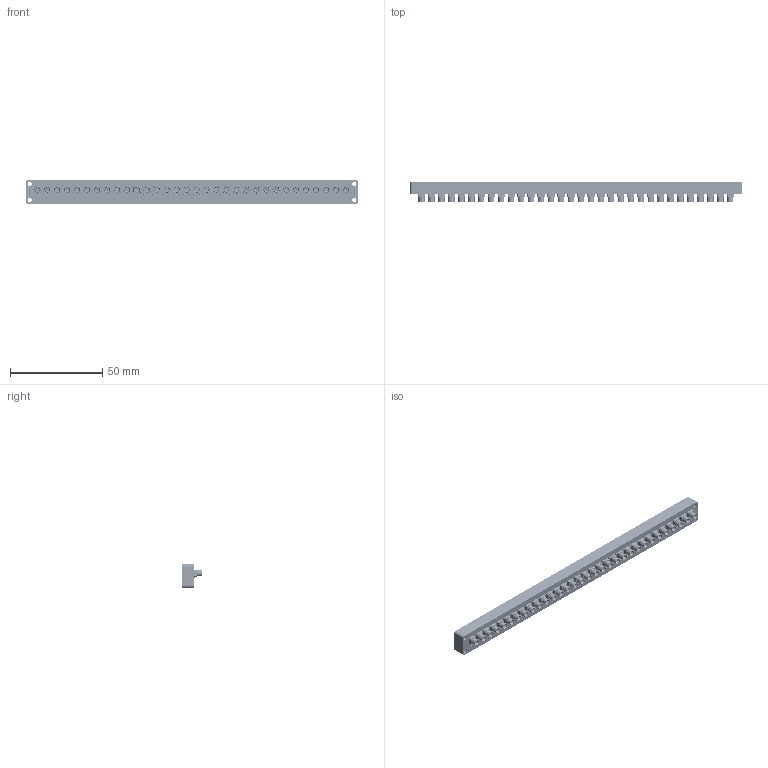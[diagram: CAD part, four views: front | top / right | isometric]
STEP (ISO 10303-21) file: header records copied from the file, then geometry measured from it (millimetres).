
FILE_DESCRIPTION (( 'STEP AP203' ), '1' );
FILE_NAME ('AM-CA-9550-32C-1.STEP', '2022-03-09T20:09:36', ( '' ), ( '' ), 'SwSTEP 2.0', 'SolidWorks 2021', '' );
FILE_SCHEMA (( 'CONFIG_CONTROL_DESIGN' ));
Length unit declared in the file: millimetre
Products named in the file (1): AM-CA-9550-32C-1
Bounding box: 180.34 x 11.35 x 12.7 mm (x, y, z)
Volume: 16734.9 mm3; surface area: 11863.7 mm2
Topology: 97 solids, 97 shells, 8364 faces, 18296 edges, 11056 vertices
Faces by surface type: cylinder 3994, plane 2642, bspline 1280, cone 448
Entity records: 252805 total; most frequent: CARTESIAN_POINT 70869, DIRECTION 40198, ORIENTED_EDGE 35824, EDGE_CURVE 17912, AXIS2_PLACEMENT_3D 16097, VERTEX_POINT 11056, EDGE_LOOP 9814, CIRCLE 9012
